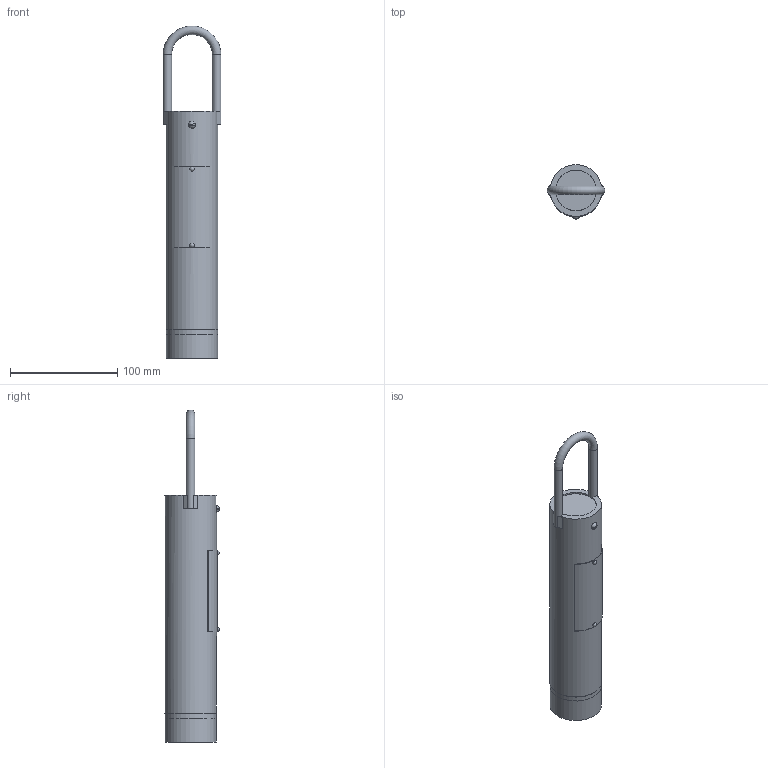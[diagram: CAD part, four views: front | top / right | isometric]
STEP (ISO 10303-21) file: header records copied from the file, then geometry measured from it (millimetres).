
FILE_DESCRIPTION(/* description */ ('Model CT-201G'),/* implementation_level */ '2;1');
FILE_NAME(/* name */ 'CT-201G.stp',/* time_stamp */ '2014-05-22T14:16:23-04:00',/* author */ ('GL'),/* organization */ ('Conveyor Components Company, Division of Material Control, Inc.'),/* preprocessor_version */ 'ST-DEVELOPER v15.2',/* originating_system */ 'Autodesk Inventor 2014',/* authorisation */ 'GL');
FILE_SCHEMA (('AUTOMOTIVE_DESIGN { 1 0 10303 214 3 1 1 }'));
Length unit declared in the file: inch
Products named in the file (21): 20020074_Welds; 20020075; 20020031; 20020010; 20020009; 20020074; 20021199 CT-201; 20020018; 20021182 1; 20021182 4; 20021182 5; 20021182; 20021183; 20201152; 20020224; 20021200 CT-201; 22011094; 20051067; 22016111; 20980075 CT201; CT-201G
Bounding box: 53.98 x 50.82 x 309.56 mm (x, y, z)
Volume: 426083.5 mm3; surface area: 110612.1 mm2
Topology: 21 solids, 21 shells, 165 faces, 336 edges, 216 vertices
Faces by surface type: plane 76, cylinder 53, cone 20, bspline 10, torus 3, sphere 3
Full cylindrical faces by diameter (mm): 0.762 x3, 2.032 x2, 2.184 x2, 2.464 x2, 2.819 x1, 3.175 x1, 3.505 x1, 3.683 x1, 3.708 x1, 3.988 x1, 4.032 x2, 4.521 x1, 5.207 x1, 5.556 x2, 7.938 x2, 12.192 x1, 12.243 x1, 15.392 x1, 36.576 x1, 38.1 x3, 39.624 x2, 47.625 x2, 48.26 x1
Entity records: 4850 total; most frequent: CARTESIAN_POINT 1358, DIRECTION 692, ORIENTED_EDGE 518, AXIS2_PLACEMENT_3D 308, EDGE_CURVE 259, EDGE_LOOP 224, VERTEX_POINT 189, ADVANCED_FACE 155
